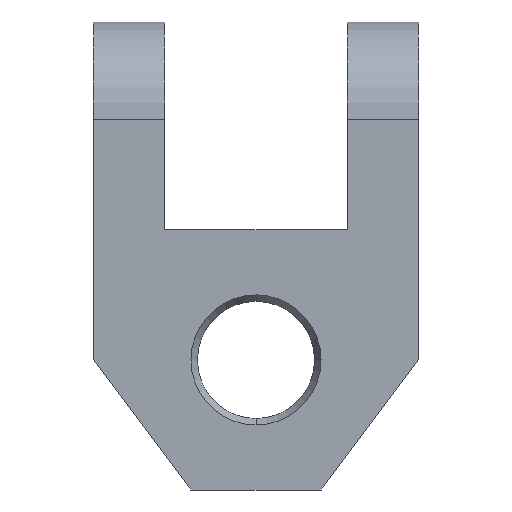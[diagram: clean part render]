
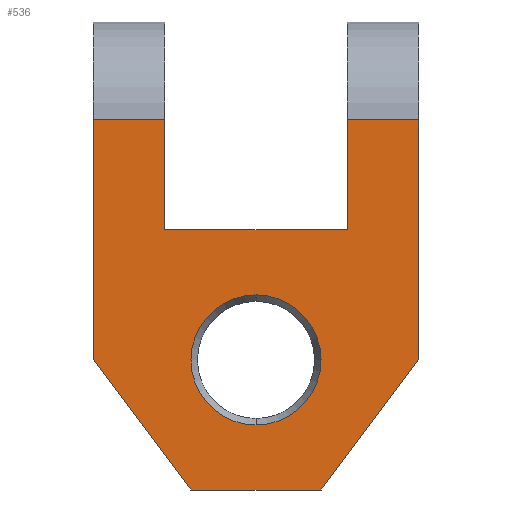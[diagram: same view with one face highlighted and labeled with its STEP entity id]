
A CAD part, left-side view. The second image highlights one B-rep face of the part: STEP entity #536.
In plain terms, the highlighted planar face has unit normal (-1, 0, 0).
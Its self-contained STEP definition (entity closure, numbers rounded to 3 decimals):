
#25=DIRECTION('',(0.,0.,1.));
#26=VECTOR('',#25,37.);
#27=CARTESIAN_POINT('',(-14.,-25.,-38.));
#28=LINE('',#27,#26);
#100=DIRECTION('',(0.,0.,1.));
#101=VECTOR('',#100,37.);
#102=CARTESIAN_POINT('',(-14.,25.,-38.));
#103=LINE('',#102,#101);
#116=DIRECTION('',(0.,0.,-1.));
#117=VECTOR('',#116,17.);
#118=CARTESIAN_POINT('',(-14.,14.,-1.));
#119=LINE('',#118,#117);
#120=DIRECTION('',(0.,-1.,0.));
#121=VECTOR('',#120,28.);
#122=CARTESIAN_POINT('',(-14.,14.,-18.));
#123=LINE('',#122,#121);
#124=DIRECTION('',(0.,0.,-1.));
#125=VECTOR('',#124,17.);
#126=CARTESIAN_POINT('',(-14.,-14.,-1.));
#127=LINE('',#126,#125);
#128=DIRECTION('',(0.,-1.,0.));
#129=VECTOR('',#128,11.);
#130=CARTESIAN_POINT('',(-14.,-14.,-1.));
#131=LINE('',#130,#129);
#132=DIRECTION('',(0.,-0.6,0.8));
#133=VECTOR('',#132,25.);
#134=CARTESIAN_POINT('',(-14.,-10.,-58.));
#135=LINE('',#134,#133);
#136=DIRECTION('',(0.,1.,0.));
#137=VECTOR('',#136,20.);
#138=CARTESIAN_POINT('',(-14.,-10.,-58.));
#139=LINE('',#138,#137);
#140=DIRECTION('',(0.,-0.6,-0.8));
#141=VECTOR('',#140,25.);
#142=CARTESIAN_POINT('',(-14.,25.,-38.));
#143=LINE('',#142,#141);
#144=DIRECTION('',(0.,-1.,0.));
#145=VECTOR('',#144,11.);
#146=CARTESIAN_POINT('',(-14.,25.,-1.));
#147=LINE('',#146,#145);
#148=CARTESIAN_POINT('',(-14.,0.,-38.));
#149=DIRECTION('',(1.,0.,0.));
#150=DIRECTION('',(0.,0.,1.));
#151=AXIS2_PLACEMENT_3D('',#148,#149,#150);
#153=CARTESIAN_POINT('',(-14.,0.,-38.));
#154=DIRECTION('',(1.,0.,0.));
#155=DIRECTION('',(0.,0.,-1.));
#156=AXIS2_PLACEMENT_3D('',#153,#154,#155);
#294=CARTESIAN_POINT('',(-14.,14.,-18.));
#295=CARTESIAN_POINT('',(-14.,-14.,-18.));
#296=VERTEX_POINT('',#294);
#297=VERTEX_POINT('',#295);
#302=CARTESIAN_POINT('',(-14.,-10.,-58.));
#303=VERTEX_POINT('',#302);
#304=CARTESIAN_POINT('',(-14.,-25.,-38.));
#305=VERTEX_POINT('',#304);
#306=CARTESIAN_POINT('',(-14.,25.,-38.));
#307=CARTESIAN_POINT('',(-14.,10.,-58.));
#308=VERTEX_POINT('',#306);
#309=VERTEX_POINT('',#307);
#330=CARTESIAN_POINT('',(-14.,14.,-1.));
#331=VERTEX_POINT('',#330);
#332=CARTESIAN_POINT('',(-14.,-14.,-1.));
#333=VERTEX_POINT('',#332);
#334=CARTESIAN_POINT('',(-14.,-25.,-1.));
#335=VERTEX_POINT('',#334);
#336=CARTESIAN_POINT('',(-14.,25.,-1.));
#337=VERTEX_POINT('',#336);
#338=CARTESIAN_POINT('',(-14.,0.,-28.));
#339=CARTESIAN_POINT('',(-14.,0.,-48.));
#340=VERTEX_POINT('',#338);
#341=VERTEX_POINT('',#339);
#507=CARTESIAN_POINT('',(-14.,-25.,-58.));
#508=DIRECTION('',(-1.,0.,0.));
#509=DIRECTION('',(0.,0.,1.));
#510=AXIS2_PLACEMENT_3D('',#507,#508,#509);
#511=PLANE('',#510);
#512=ORIENTED_EDGE('',*,*,#420,.T.);
#514=ORIENTED_EDGE('',*,*,#513,.T.);
#516=ORIENTED_EDGE('',*,*,#515,.F.);
#518=ORIENTED_EDGE('',*,*,#517,.T.);
#519=ORIENTED_EDGE('',*,*,#365,.F.);
#521=ORIENTED_EDGE('',*,*,#520,.F.);
#523=ORIENTED_EDGE('',*,*,#522,.T.);
#525=ORIENTED_EDGE('',*,*,#524,.F.);
#526=ORIENTED_EDGE('',*,*,#467,.T.);
#527=ORIENTED_EDGE('',*,*,#502,.T.);
#528=EDGE_LOOP('',(#512,#514,#516,#518,#519,#521,#523,#525,#526,#527));
#529=FACE_OUTER_BOUND('',#528,.F.);
#531=ORIENTED_EDGE('',*,*,#530,.F.);
#533=ORIENTED_EDGE('',*,*,#532,.F.);
#534=EDGE_LOOP('',(#531,#533));
#535=FACE_BOUND('',#534,.F.);
#536=ADVANCED_FACE('',(#529,#535),#511,.T.);
#152=CIRCLE('',#151,10.);
#157=CIRCLE('',#156,10.);
#365=EDGE_CURVE('',#305,#335,#28,.T.);
#420=EDGE_CURVE('',#331,#296,#119,.T.);
#467=EDGE_CURVE('',#308,#337,#103,.T.);
#502=EDGE_CURVE('',#337,#331,#147,.T.);
#513=EDGE_CURVE('',#296,#297,#123,.T.);
#515=EDGE_CURVE('',#333,#297,#127,.T.);
#517=EDGE_CURVE('',#333,#335,#131,.T.);
#520=EDGE_CURVE('',#303,#305,#135,.T.);
#522=EDGE_CURVE('',#303,#309,#139,.T.);
#524=EDGE_CURVE('',#308,#309,#143,.T.);
#530=EDGE_CURVE('',#340,#341,#152,.T.);
#532=EDGE_CURVE('',#341,#340,#157,.T.);
